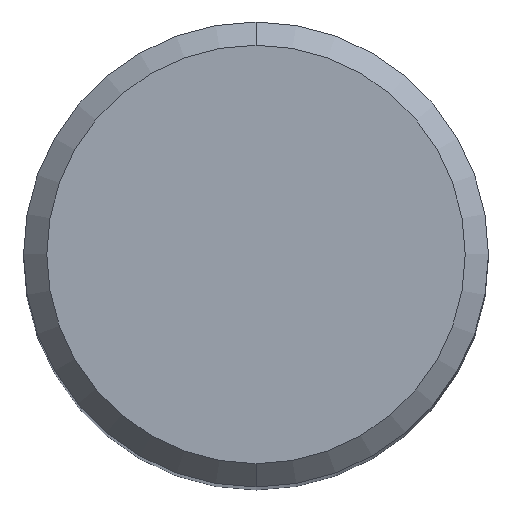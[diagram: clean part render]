
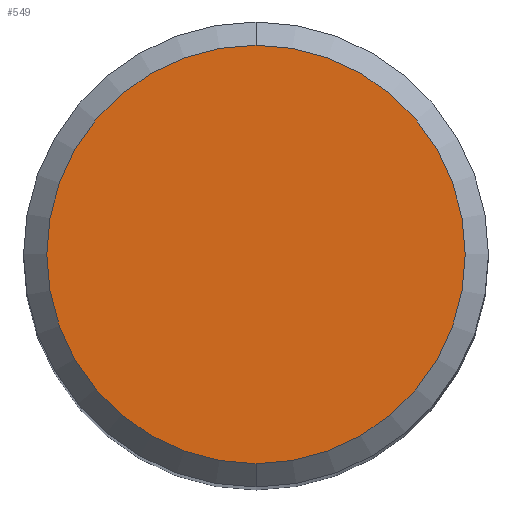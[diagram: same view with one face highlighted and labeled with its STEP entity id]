
A CAD part, top view. The second image highlights one B-rep face of the part: STEP entity #549.
In plain terms, the highlighted planar face has unit normal (0, 0, 1).
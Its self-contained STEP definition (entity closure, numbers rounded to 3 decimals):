
#461=VERTEX_POINT('',#1045);
#485=VERTEX_POINT('',#1071);
#549=ADVANCED_FACE('',(#1141),#1142,.T.);
#831=EDGE_CURVE('',#485,#461,#1450,.T.);
#855=EDGE_CURVE('',#461,#485,#1478,.T.);
#1045=CARTESIAN_POINT('',(0.0,5.4,0.0));
#1071=CARTESIAN_POINT('',(0.,-5.4,0.0));
#1141=FACE_OUTER_BOUND('',#3675,.T.);
#1142=PLANE('',#3676);
#1450=CIRCLE('',#6010,5.4);
#1478=CIRCLE('',#6067,5.4);
#3675=EDGE_LOOP('',(#6335,#6336));
#3676=AXIS2_PLACEMENT_3D('',#6337,#6338,#6339);
#6010=AXIS2_PLACEMENT_3D('',#6662,#6663,#6664);
#6067=AXIS2_PLACEMENT_3D('',#6708,#6709,#6710);
#6335=ORIENTED_EDGE('',*,*,#855,.F.);
#6336=ORIENTED_EDGE('',*,*,#831,.F.);
#6337=CARTESIAN_POINT('',(0.0,2.7,0.0));
#6338=DIRECTION('',(-0.0,0.0,1.0));
#6339=DIRECTION('',(0.0,-1.0,0.0));
#6662=CARTESIAN_POINT('',(0.0,0.0,0.0));
#6663=DIRECTION('',(0.0,0.0,-1.0));
#6664=DIRECTION('',(0.0,1.0,0.0));
#6708=CARTESIAN_POINT('',(0.0,0.0,0.0));
#6709=DIRECTION('',(0.0,0.0,-1.0));
#6710=DIRECTION('',(0.0,1.0,0.0));
